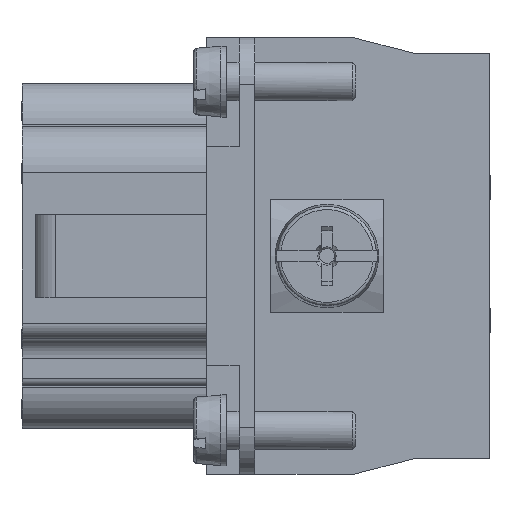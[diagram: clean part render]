
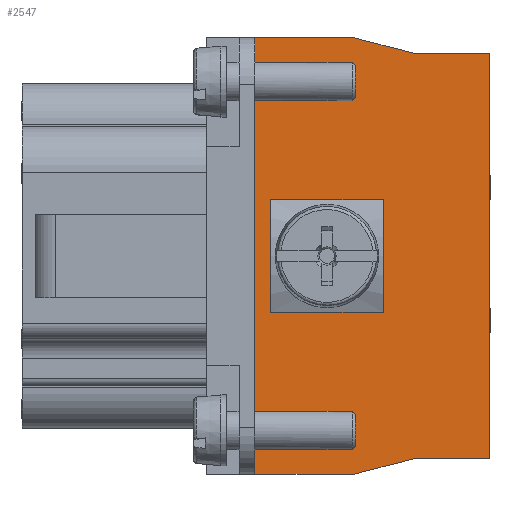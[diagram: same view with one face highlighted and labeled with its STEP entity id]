
A CAD part, left-side view. The second image highlights one B-rep face of the part: STEP entity #2547.
In plain terms, the highlighted planar face has unit normal (-1, 0, 0).
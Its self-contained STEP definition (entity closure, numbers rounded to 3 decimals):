
#2547=ADVANCED_FACE('',(#6157,#6158),#4400,.T.);
#4400=PLANE('',#33573);
#5662=CIRCLE('',#33572,2.);
#6157=FACE_BOUND('',#6763,.T.);
#6158=FACE_BOUND('',#6764,.T.);
#6763=EDGE_LOOP('',(#16496));
#6764=EDGE_LOOP('',(#16497,#16498,#16499,#16500,#16501,#16502,#16503,#16504));
#9195=LINE('',#45705,#12197);
#9428=LINE('',#47783,#12430);
#9514=LINE('',#48573,#12516);
#9517=LINE('',#48608,#12519);
#9519=LINE('',#48614,#12521);
#9520=LINE('',#48615,#12522);
#9521=LINE('',#48617,#12523);
#9522=LINE('',#48619,#12524);
#12197=VECTOR('',#35820,1.);
#12430=VECTOR('',#36055,1.);
#12516=VECTOR('',#36143,1.);
#12519=VECTOR('',#36180,1.);
#12521=VECTOR('',#36186,1.);
#12522=VECTOR('',#36187,1.);
#12523=VECTOR('',#36188,1.);
#12524=VECTOR('',#36189,1.);
#16496=ORIENTED_EDGE('',*,*,#28596,.F.);
#16497=ORIENTED_EDGE('',*,*,#28597,.F.);
#16498=ORIENTED_EDGE('',*,*,#28594,.F.);
#16499=ORIENTED_EDGE('',*,*,#28598,.F.);
#16500=ORIENTED_EDGE('',*,*,#28599,.T.);
#16501=ORIENTED_EDGE('',*,*,#28600,.T.);
#16502=ORIENTED_EDGE('',*,*,#28052,.F.);
#16503=ORIENTED_EDGE('',*,*,#28419,.F.);
#16504=ORIENTED_EDGE('',*,*,#28579,.T.);
#24975=VERTEX_POINT('',#45699);
#24978=VERTEX_POINT('',#45704);
#25345=VERTEX_POINT('',#47782);
#25503=VERTEX_POINT('',#48572);
#25518=VERTEX_POINT('',#48607);
#25519=VERTEX_POINT('',#48609);
#25520=VERTEX_POINT('',#48613);
#25521=VERTEX_POINT('',#48616);
#25522=VERTEX_POINT('',#48618);
#28052=EDGE_CURVE('',#24978,#24975,#9195,.T.);
#28419=EDGE_CURVE('',#25345,#24978,#9428,.T.);
#28579=EDGE_CURVE('',#25345,#25503,#9514,.T.);
#28594=EDGE_CURVE('',#25518,#25519,#9517,.T.);
#28596=EDGE_CURVE('',#25520,#25520,#5662,.T.);
#28597=EDGE_CURVE('',#25519,#25503,#9519,.T.);
#28598=EDGE_CURVE('',#25521,#25518,#9520,.T.);
#28599=EDGE_CURVE('',#25521,#25522,#9521,.T.);
#28600=EDGE_CURVE('',#25522,#24975,#9522,.T.);
#33572=AXIS2_PLACEMENT_3D('',#48612,#36184,#36185);
#33573=AXIS2_PLACEMENT_3D('',#48620,#36190,#36191);
#35820=DIRECTION('',(0.,0.,-1.));
#36055=DIRECTION('',(0.,-1.,0.));
#36143=DIRECTION('',(0.,0.968,0.25));
#36180=DIRECTION('',(0.,0.,1.));
#36184=DIRECTION('',(-1.,0.,0.));
#36185=DIRECTION('',(0.,0.,1.));
#36186=DIRECTION('',(0.,-1.,0.));
#36187=DIRECTION('',(0.,1.,0.));
#36188=DIRECTION('',(0.,-0.968,0.25));
#36189=DIRECTION('',(0.,-1.,0.));
#36190=DIRECTION('',(-1.,0.,0.));
#36191=DIRECTION('',(0.,0.,1.));
#45699=CARTESIAN_POINT('',(-21.902,-24.11,-23.058));
#45704=CARTESIAN_POINT('',(-21.902,-24.11,8.342));
#45705=CARTESIAN_POINT('',(-21.902,-24.11,-24.058));
#47782=CARTESIAN_POINT('',(-21.902,-18.21,8.342));
#47783=CARTESIAN_POINT('',(-21.902,-24.41,8.342));
#48572=CARTESIAN_POINT('',(-21.902,-13.569,9.542));
#48573=CARTESIAN_POINT('',(-21.902,-18.21,8.342));
#48607=CARTESIAN_POINT('',(-21.902,-5.91,-24.258));
#48608=CARTESIAN_POINT('',(-21.902,-5.91,-24.258));
#48609=CARTESIAN_POINT('',(-21.902,-5.91,9.542));
#48612=CARTESIAN_POINT('',(-21.902,-11.51,-7.358));
#48613=CARTESIAN_POINT('',(-21.902,-11.51,-5.358));
#48614=CARTESIAN_POINT('',(-21.902,-4.71,9.542));
#48615=CARTESIAN_POINT('',(-21.902,-7.31,-24.258));
#48616=CARTESIAN_POINT('',(-21.902,-13.569,-24.258));
#48617=CARTESIAN_POINT('',(-21.902,-15.31,-23.808));
#48618=CARTESIAN_POINT('',(-21.902,-18.21,-23.058));
#48619=CARTESIAN_POINT('',(-21.902,-24.21,-23.058));
#48620=CARTESIAN_POINT('',(-21.902,-4.71,9.542));
